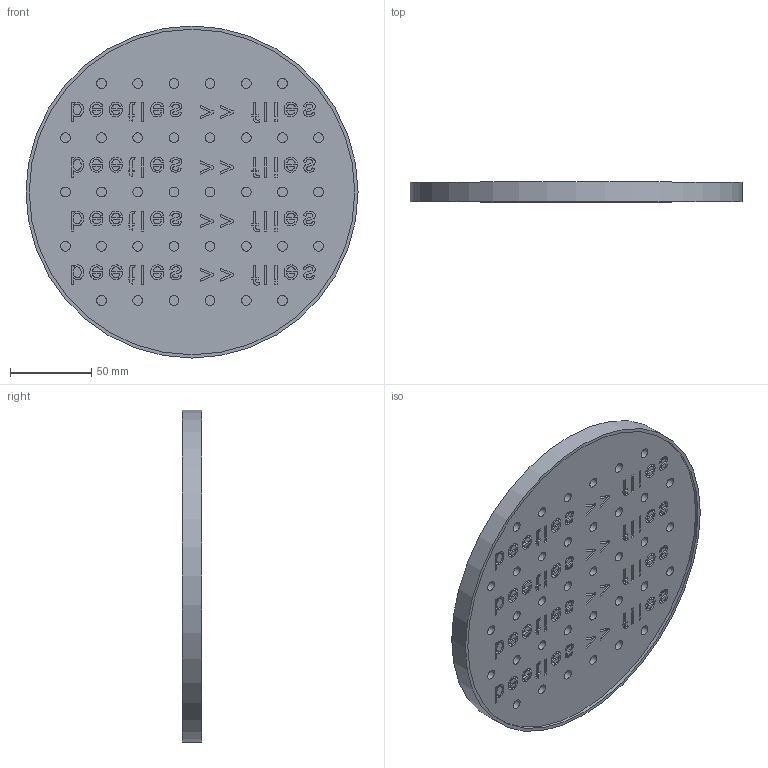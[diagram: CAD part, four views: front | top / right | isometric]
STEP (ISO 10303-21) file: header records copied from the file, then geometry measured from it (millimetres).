
FILE_DESCRIPTION(/* description */ (''),/* implementation_level */ '2;1');
FILE_NAME(/* name */ 'flex_dimpled_mat_beetles_flies_negative v5.step',/* time_stamp */ '2021-05-16T17:47:01-07:00',/* author */ (''),/* organization */ (''),/* preprocessor_version */ 'ST-DEVELOPER v18.1',/* originating_system */ 'Autodesk Translation Framework v10.6.0.1341',/* authorisation */ '');
FILE_SCHEMA (('AUTOMOTIVE_DESIGN { 1 0 10303 214 3 1 1 }'));
Length unit declared in the file: millimetre
Products named in the file (1): flex_dimpled_mat_beetles_flies_negative
Bounding box: 204 x 12 x 204 mm (x, y, z)
Volume: 310965.9 mm3; surface area: 97300.4 mm2
Topology: 1 solids, 1 shells, 1101 faces, 2946 edges, 1964 vertices
Faces by surface type: bspline 644, plane 419, cylinder 38
Full cylindrical faces by diameter (mm): 6 x36, 200 x1, 204 x1
Entity records: 40156 total; most frequent: CARTESIAN_POINT 16960, ORIENTED_EDGE 5892, EDGE_CURVE 2946, DIRECTION 2650, VERTEX_POINT 1964, LINE 1582, VECTOR 1582, B_SPLINE_CURVE_WITH_KNOTS 1288
